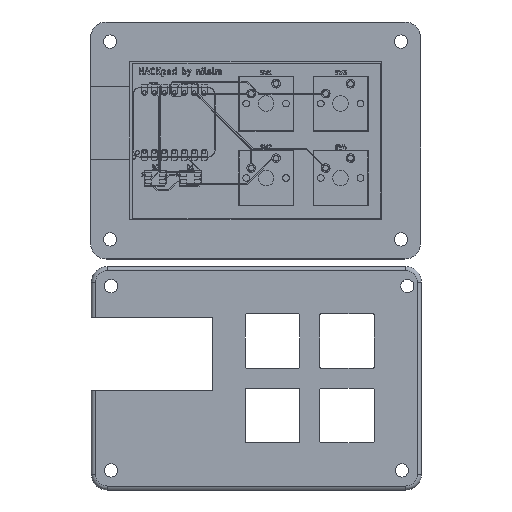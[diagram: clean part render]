
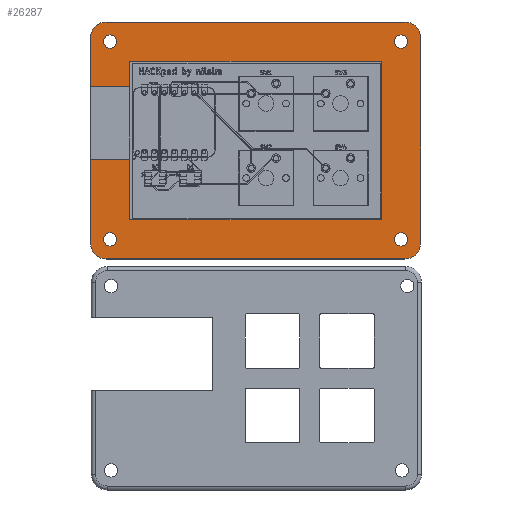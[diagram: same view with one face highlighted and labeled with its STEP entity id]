
A CAD part, top view. The second image highlights one B-rep face of the part: STEP entity #26287.
In plain terms, the highlighted planar face has unit normal (0, 0, 1).
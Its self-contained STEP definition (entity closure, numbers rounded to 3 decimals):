
#850=FACE_BOUND('',#9283,.T.);
#851=FACE_BOUND('',#9284,.T.);
#852=FACE_BOUND('',#9285,.T.);
#853=FACE_BOUND('',#9286,.T.);
#1149=PLANE('',#27728);
#1972=LINE('',#36465,#4833);
#1976=LINE('',#36474,#4837);
#1978=LINE('',#36490,#4839);
#1979=LINE('',#36492,#4840);
#1980=LINE('',#36494,#4841);
#1981=LINE('',#36496,#4842);
#1982=LINE('',#36498,#4843);
#1983=LINE('',#36500,#4844);
#1984=LINE('',#36502,#4845);
#1985=LINE('',#36504,#4846);
#1986=LINE('',#36506,#4847);
#1987=LINE('',#36510,#4848);
#4833=VECTOR('',#29707,10.);
#4837=VECTOR('',#29717,10.);
#4839=VECTOR('',#29735,10.);
#4840=VECTOR('',#29736,10.);
#4841=VECTOR('',#29737,10.);
#4842=VECTOR('',#29738,10.);
#4843=VECTOR('',#29739,10.);
#4844=VECTOR('',#29740,10.);
#4845=VECTOR('',#29741,10.);
#4846=VECTOR('',#29742,10.);
#4847=VECTOR('',#29743,10.);
#4848=VECTOR('',#29746,10.);
#7974=FACE_OUTER_BOUND('',#9282,.T.);
#9282=EDGE_LOOP('',(#18832,#18833,#18834,#18835,#18836,#18837,#18838,#18839,
#18840,#18841,#18842,#18843,#18844,#18845,#18846,#18847));
#9283=EDGE_LOOP('',(#18848));
#9284=EDGE_LOOP('',(#18849));
#9285=EDGE_LOOP('',(#18850));
#9286=EDGE_LOOP('',(#18851));
#10885=CIRCLE('',#27719,4.);
#10886=CIRCLE('',#27722,4.);
#10891=CIRCLE('',#27729,4.);
#10892=CIRCLE('',#27730,4.);
#10893=CIRCLE('',#27731,1.7);
#10894=CIRCLE('',#27732,1.7);
#10895=CIRCLE('',#27733,1.7);
#10896=CIRCLE('',#27734,1.7);
#11720=VERTEX_POINT('',#36462);
#11721=VERTEX_POINT('',#36464);
#11722=VERTEX_POINT('',#36468);
#11723=VERTEX_POINT('',#36472);
#11724=VERTEX_POINT('',#36476);
#11729=VERTEX_POINT('',#36489);
#11730=VERTEX_POINT('',#36491);
#11731=VERTEX_POINT('',#36493);
#11732=VERTEX_POINT('',#36495);
#11733=VERTEX_POINT('',#36497);
#11734=VERTEX_POINT('',#36499);
#11735=VERTEX_POINT('',#36501);
#11736=VERTEX_POINT('',#36503);
#11737=VERTEX_POINT('',#36505);
#11738=VERTEX_POINT('',#36507);
#11739=VERTEX_POINT('',#36509);
#11740=VERTEX_POINT('',#36512);
#11741=VERTEX_POINT('',#36514);
#11742=VERTEX_POINT('',#36516);
#11743=VERTEX_POINT('',#36518);
#14695=EDGE_CURVE('',#11721,#11720,#1972,.T.);
#14698=EDGE_CURVE('',#11722,#11720,#10885,.T.);
#14700=EDGE_CURVE('',#11722,#11723,#1976,.T.);
#14702=EDGE_CURVE('',#11724,#11723,#10886,.T.);
#14707=EDGE_CURVE('',#11724,#11729,#1978,.T.);
#14708=EDGE_CURVE('',#11729,#11730,#1979,.T.);
#14709=EDGE_CURVE('',#11730,#11731,#1980,.T.);
#14710=EDGE_CURVE('',#11731,#11732,#1981,.T.);
#14711=EDGE_CURVE('',#11732,#11733,#1982,.T.);
#14712=EDGE_CURVE('',#11733,#11734,#1983,.T.);
#14713=EDGE_CURVE('',#11734,#11735,#1984,.T.);
#14714=EDGE_CURVE('',#11735,#11736,#1985,.T.);
#14715=EDGE_CURVE('',#11736,#11737,#1986,.T.);
#14716=EDGE_CURVE('',#11738,#11737,#10891,.T.);
#14717=EDGE_CURVE('',#11738,#11739,#1987,.T.);
#14718=EDGE_CURVE('',#11721,#11739,#10892,.T.);
#14719=EDGE_CURVE('',#11740,#11740,#10893,.T.);
#14720=EDGE_CURVE('',#11741,#11741,#10894,.T.);
#14721=EDGE_CURVE('',#11742,#11742,#10895,.T.);
#14722=EDGE_CURVE('',#11743,#11743,#10896,.T.);
#18832=ORIENTED_EDGE('',*,*,#14702,.F.);
#18833=ORIENTED_EDGE('',*,*,#14707,.T.);
#18834=ORIENTED_EDGE('',*,*,#14708,.T.);
#18835=ORIENTED_EDGE('',*,*,#14709,.T.);
#18836=ORIENTED_EDGE('',*,*,#14710,.T.);
#18837=ORIENTED_EDGE('',*,*,#14711,.T.);
#18838=ORIENTED_EDGE('',*,*,#14712,.T.);
#18839=ORIENTED_EDGE('',*,*,#14713,.T.);
#18840=ORIENTED_EDGE('',*,*,#14714,.T.);
#18841=ORIENTED_EDGE('',*,*,#14715,.T.);
#18842=ORIENTED_EDGE('',*,*,#14716,.F.);
#18843=ORIENTED_EDGE('',*,*,#14717,.T.);
#18844=ORIENTED_EDGE('',*,*,#14718,.F.);
#18845=ORIENTED_EDGE('',*,*,#14695,.T.);
#18846=ORIENTED_EDGE('',*,*,#14698,.F.);
#18847=ORIENTED_EDGE('',*,*,#14700,.T.);
#18848=ORIENTED_EDGE('',*,*,#14719,.T.);
#18849=ORIENTED_EDGE('',*,*,#14720,.T.);
#18850=ORIENTED_EDGE('',*,*,#14721,.T.);
#18851=ORIENTED_EDGE('',*,*,#14722,.T.);
#26287=ADVANCED_FACE('',(#7974,#850,#851,#852,#853),#1149,.T.);
#27719=AXIS2_PLACEMENT_3D('',#36470,#29712,#29713);
#27722=AXIS2_PLACEMENT_3D('',#36478,#29721,#29722);
#27728=AXIS2_PLACEMENT_3D('',#36488,#29733,#29734);
#27729=AXIS2_PLACEMENT_3D('',#36508,#29744,#29745);
#27730=AXIS2_PLACEMENT_3D('',#36511,#29747,#29748);
#27731=AXIS2_PLACEMENT_3D('',#36513,#29749,#29750);
#27732=AXIS2_PLACEMENT_3D('',#36515,#29751,#29752);
#27733=AXIS2_PLACEMENT_3D('',#36517,#29753,#29754);
#27734=AXIS2_PLACEMENT_3D('',#36519,#29755,#29756);
#29707=DIRECTION('',(0.,1.,0.));
#29712=DIRECTION('center_axis',(0.,0.,-1.));
#29713=DIRECTION('ref_axis',(0.707,0.707,0.));
#29717=DIRECTION('',(-1.,0.,0.));
#29721=DIRECTION('center_axis',(0.,0.,-1.));
#29722=DIRECTION('ref_axis',(-0.707,0.707,0.));
#29733=DIRECTION('center_axis',(0.,0.,1.));
#29734=DIRECTION('ref_axis',(1.,0.,0.));
#29735=DIRECTION('',(0.,-1.,0.));
#29736=DIRECTION('',(1.,0.,0.));
#29737=DIRECTION('',(0.,1.,0.));
#29738=DIRECTION('',(1.,0.,0.));
#29739=DIRECTION('',(0.,-1.,0.));
#29740=DIRECTION('',(-1.,0.,0.));
#29741=DIRECTION('',(0.,1.,0.));
#29742=DIRECTION('',(-1.,0.,0.));
#29743=DIRECTION('',(0.,-1.,0.));
#29744=DIRECTION('center_axis',(0.,0.,-1.));
#29745=DIRECTION('ref_axis',(-0.707,-0.707,0.));
#29746=DIRECTION('',(1.,0.,0.));
#29747=DIRECTION('center_axis',(0.,0.,-1.));
#29748=DIRECTION('ref_axis',(0.707,-0.707,0.));
#29749=DIRECTION('center_axis',(0.,0.,-1.));
#29750=DIRECTION('ref_axis',(1.,0.,0.));
#29751=DIRECTION('center_axis',(0.,0.,-1.));
#29752=DIRECTION('ref_axis',(1.,0.,0.));
#29753=DIRECTION('center_axis',(0.,0.,-1.));
#29754=DIRECTION('ref_axis',(1.,0.,0.));
#29755=DIRECTION('center_axis',(0.,0.,-1.));
#29756=DIRECTION('ref_axis',(1.,0.,0.));
#36462=CARTESIAN_POINT('',(74.4,6.,13.));
#36464=CARTESIAN_POINT('',(74.4,-46.6,13.));
#36465=CARTESIAN_POINT('',(74.4,10.,13.));
#36468=CARTESIAN_POINT('',(70.4,10.,13.));
#36470=CARTESIAN_POINT('Origin',(70.4,6.,13.));
#36472=CARTESIAN_POINT('',(-6.,10.,13.));
#36474=CARTESIAN_POINT('',(-10.,10.,13.));
#36476=CARTESIAN_POINT('',(-10.,6.,13.));
#36478=CARTESIAN_POINT('Origin',(-6.,6.,13.));
#36488=CARTESIAN_POINT('Origin',(-5.,5.,13.));
#36489=CARTESIAN_POINT('',(-10.,-6.55,13.));
#36490=CARTESIAN_POINT('',(-10.,-50.6,13.));
#36491=CARTESIAN_POINT('',(0.,-6.55,13.));
#36492=CARTESIAN_POINT('',(-7.5,-6.55,13.));
#36493=CARTESIAN_POINT('',(0.,0.,13.));
#36494=CARTESIAN_POINT('',(0.,-40.6,13.));
#36495=CARTESIAN_POINT('',(64.4,0.,13.));
#36496=CARTESIAN_POINT('',(0.,0.,13.));
#36497=CARTESIAN_POINT('',(64.4,-40.6,13.));
#36498=CARTESIAN_POINT('',(64.4,0.,13.));
#36499=CARTESIAN_POINT('',(0.,-40.6,13.));
#36500=CARTESIAN_POINT('',(64.4,-40.6,13.));
#36501=CARTESIAN_POINT('',(0.,-25.05,13.));
#36502=CARTESIAN_POINT('',(0.,-40.6,13.));
#36503=CARTESIAN_POINT('',(-10.,-25.05,13.));
#36504=CARTESIAN_POINT('',(-2.5,-25.05,13.));
#36505=CARTESIAN_POINT('',(-10.,-46.6,13.));
#36506=CARTESIAN_POINT('',(-10.,-50.6,13.));
#36507=CARTESIAN_POINT('',(-6.,-50.6,13.));
#36508=CARTESIAN_POINT('Origin',(-6.,-46.6,13.));
#36509=CARTESIAN_POINT('',(70.4,-50.6,13.));
#36510=CARTESIAN_POINT('',(74.4,-50.6,13.));
#36511=CARTESIAN_POINT('Origin',(70.4,-46.6,13.));
#36512=CARTESIAN_POINT('',(-6.7,5.,13.));
#36513=CARTESIAN_POINT('Origin',(-5.,5.,13.));
#36514=CARTESIAN_POINT('',(67.7,-45.6,13.));
#36515=CARTESIAN_POINT('Origin',(69.4,-45.6,13.));
#36516=CARTESIAN_POINT('',(-6.7,-45.6,13.));
#36517=CARTESIAN_POINT('Origin',(-5.,-45.6,13.));
#36518=CARTESIAN_POINT('',(67.7,5.,13.));
#36519=CARTESIAN_POINT('Origin',(69.4,5.,13.));
